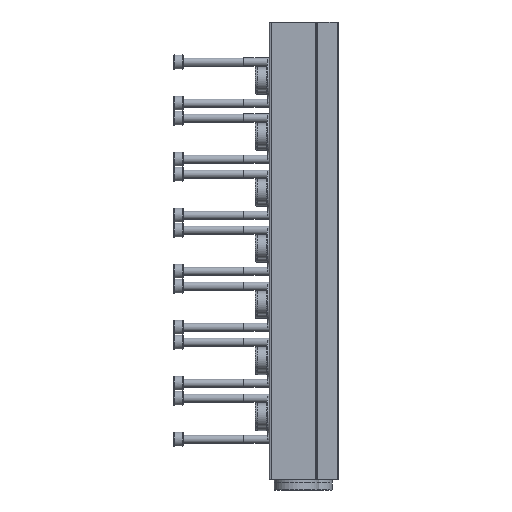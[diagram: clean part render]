
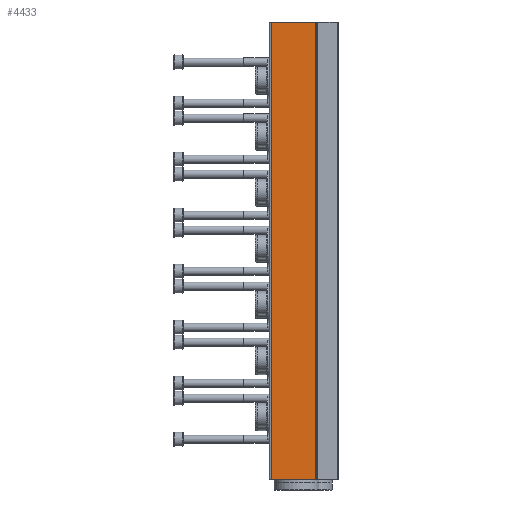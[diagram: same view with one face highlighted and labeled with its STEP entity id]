
A CAD part, left-side view. The second image highlights one B-rep face of the part: STEP entity #4433.
In plain terms, the highlighted planar face has unit normal (-1, 0, 0).
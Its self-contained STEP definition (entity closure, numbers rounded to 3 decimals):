
#201=PLANE('',#4778);
#647=ORIENTED_EDGE('',*,*,#1809,.F.);
#648=ORIENTED_EDGE('',*,*,#1808,.F.);
#649=ORIENTED_EDGE('',*,*,#1810,.T.);
#650=ORIENTED_EDGE('',*,*,#1811,.T.);
#1808=EDGE_CURVE('',#2389,#2387,#2817,.T.);
#1809=EDGE_CURVE('',#2387,#2390,#2818,.T.);
#1810=EDGE_CURVE('',#2389,#2391,#2819,.T.);
#1811=EDGE_CURVE('',#2391,#2390,#2820,.T.);
#2387=VERTEX_POINT('',#7121);
#2389=VERTEX_POINT('',#7125);
#2390=VERTEX_POINT('',#7129);
#2391=VERTEX_POINT('',#7131);
#2817=LINE('',#7126,#3098);
#2818=LINE('',#7128,#3099);
#2819=LINE('',#7130,#3100);
#2820=LINE('',#7132,#3101);
#3098=VECTOR('',#5384,1000.);
#3099=VECTOR('',#5387,1000.);
#3100=VECTOR('',#5388,1000.);
#3101=VECTOR('',#5389,1000.);
#3390=EDGE_LOOP('',(#647,#648,#649,#650));
#3857=FACE_BOUND('',#3390,.T.);
#4433=ADVANCED_FACE('',(#3857),#201,.T.);
#4778=AXIS2_PLACEMENT_3D('',#7127,#5385,#5386);
#5384=DIRECTION('',(0.,0.,1.));
#5385=DIRECTION('',(-1.,0.,0.));
#5386=DIRECTION('',(0.,0.,1.));
#5387=DIRECTION('',(0.,-1.,0.));
#5388=DIRECTION('',(0.,-1.,0.));
#5389=DIRECTION('',(0.,0.,1.));
#7121=CARTESIAN_POINT('',(-40.25,33.,0.));
#7125=CARTESIAN_POINT('',(-40.25,33.,-224.5));
#7126=CARTESIAN_POINT('',(-40.25,33.,-224.5));
#7127=CARTESIAN_POINT('',(-40.25,33.,-224.5));
#7128=CARTESIAN_POINT('',(-40.25,33.,0.));
#7129=CARTESIAN_POINT('',(-40.25,11.372,0.));
#7130=CARTESIAN_POINT('',(-40.25,33.,-224.5));
#7131=CARTESIAN_POINT('',(-40.25,11.372,-224.5));
#7132=CARTESIAN_POINT('',(-40.25,11.372,-224.5));
